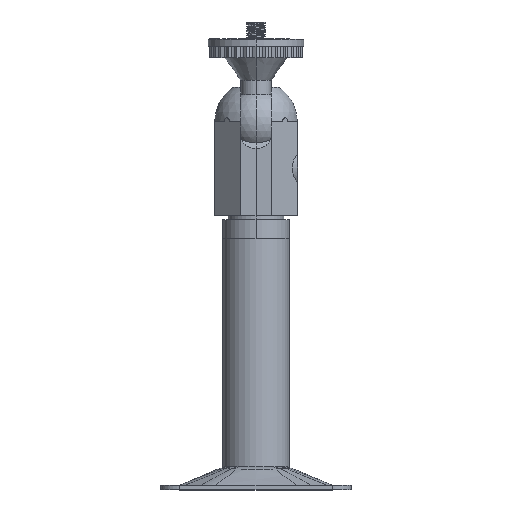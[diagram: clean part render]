
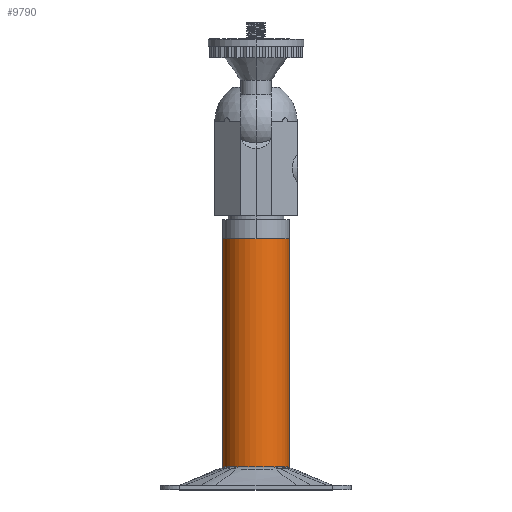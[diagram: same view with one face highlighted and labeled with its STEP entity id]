
A CAD part, top view. The second image highlights one B-rep face of the part: STEP entity #9790.
In plain terms, the highlighted cylindrical face has radius 11.113 mm (diameter 22.225 mm), a partial arc.
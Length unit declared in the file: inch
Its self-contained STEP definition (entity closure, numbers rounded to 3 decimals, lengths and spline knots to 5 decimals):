
#7697=CARTESIAN_POINT('',(0.,0.,0.));
#7698=DIRECTION('',(0.,-1.,0.));
#7699=DIRECTION('',(1.,0.,0.));
#7700=AXIS2_PLACEMENT_3D('',#7697,#7698,#7699);
#7702=DIRECTION('',(0.,1.,0.));
#7703=VECTOR('',#7702,3.);
#7704=CARTESIAN_POINT('',(0.4375,0.,0.));
#7705=LINE('',#7704,#7703);
#7706=DIRECTION('',(0.,1.,0.));
#7707=VECTOR('',#7706,3.);
#7708=CARTESIAN_POINT('',(-0.4375,0.,0.));
#7709=LINE('',#7708,#7707);
#7720=CARTESIAN_POINT('',(0.,3.,0.));
#7721=DIRECTION('',(0.,-1.,0.));
#7722=DIRECTION('',(1.,0.,0.));
#7723=AXIS2_PLACEMENT_3D('',#7720,#7721,#7722);
#9620=CARTESIAN_POINT('',(0.4375,0.,0.));
#9621=CARTESIAN_POINT('',(0.4375,3.,0.));
#9622=VERTEX_POINT('',#9620);
#9623=VERTEX_POINT('',#9621);
#9624=CARTESIAN_POINT('',(-0.4375,0.,0.));
#9625=CARTESIAN_POINT('',(-0.4375,3.,0.));
#9626=VERTEX_POINT('',#9624);
#9627=VERTEX_POINT('',#9625);
#9776=CARTESIAN_POINT('',(0.,3.675,0.));
#9777=DIRECTION('',(0.,-1.,0.));
#9778=DIRECTION('',(-1.,0.,0.));
#9779=AXIS2_PLACEMENT_3D('',#9776,#9777,#9778);
#9780=CYLINDRICAL_SURFACE('',#9779,0.4375);
#9782=ORIENTED_EDGE('',*,*,#9781,.F.);
#9783=ORIENTED_EDGE('',*,*,#9763,.T.);
#9785=ORIENTED_EDGE('',*,*,#9784,.T.);
#9787=ORIENTED_EDGE('',*,*,#9786,.F.);
#9788=EDGE_LOOP('',(#9782,#9783,#9785,#9787));
#9789=FACE_OUTER_BOUND('',#9788,.F.);
#9790=ADVANCED_FACE('',(#9789),#9780,.T.);
#7701=CIRCLE('',#7700,0.4375);
#7724=CIRCLE('',#7723,0.4375);
#9763=EDGE_CURVE('',#9622,#9626,#7701,.T.);
#9781=EDGE_CURVE('',#9622,#9623,#7705,.T.);
#9784=EDGE_CURVE('',#9626,#9627,#7709,.T.);
#9786=EDGE_CURVE('',#9623,#9627,#7724,.T.);
